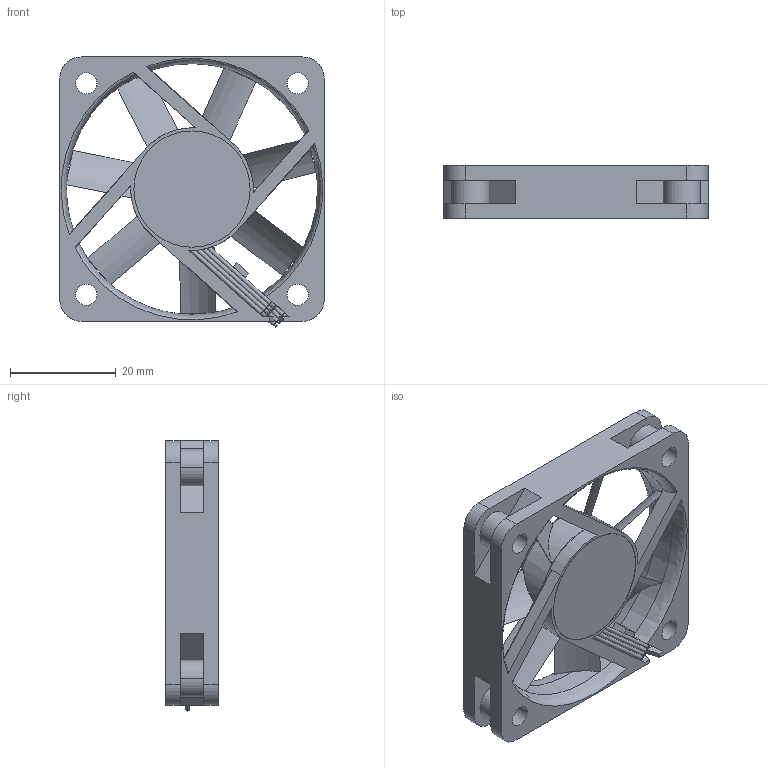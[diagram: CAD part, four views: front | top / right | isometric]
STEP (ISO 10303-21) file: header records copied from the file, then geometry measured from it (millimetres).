
FILE_DESCRIPTION (( 'STEP AP214' ), '1' );
FILE_NAME ('User Library-fan_5010.STEP', '2024-07-06T06:08:19', ( '' ), ( '' ), 'SwSTEP 2.0', 'SolidWorks 2022', '' );
FILE_SCHEMA (( 'AUTOMOTIVE_DESIGN' ));
Length unit declared in the file: millimetre
Products named in the file (3): fan_leaf_默认; fan_base_默认; User Library-fan_5010
Assembly tree (2 placements, depth 2):
  User Library-fan_5010
    fan_base_默认
    fan_leaf_默认
Bounding box: 50 x 10 x 51.11 mm (x, y, z)
Volume: 10273.5 mm3; surface area: 11738.4 mm2
Topology: 3 solids, 3 shells, 169 faces, 433 edges, 278 vertices
Faces by surface type: plane 73, cylinder 61, bspline 30, torus 5
Entity records: 8494 total; most frequent: CARTESIAN_POINT 3947, ORIENTED_EDGE 866, DIRECTION 767, EDGE_CURVE 433, AXIS2_PLACEMENT_3D 282, VERTEX_POINT 278, LINE 203, VECTOR 203
